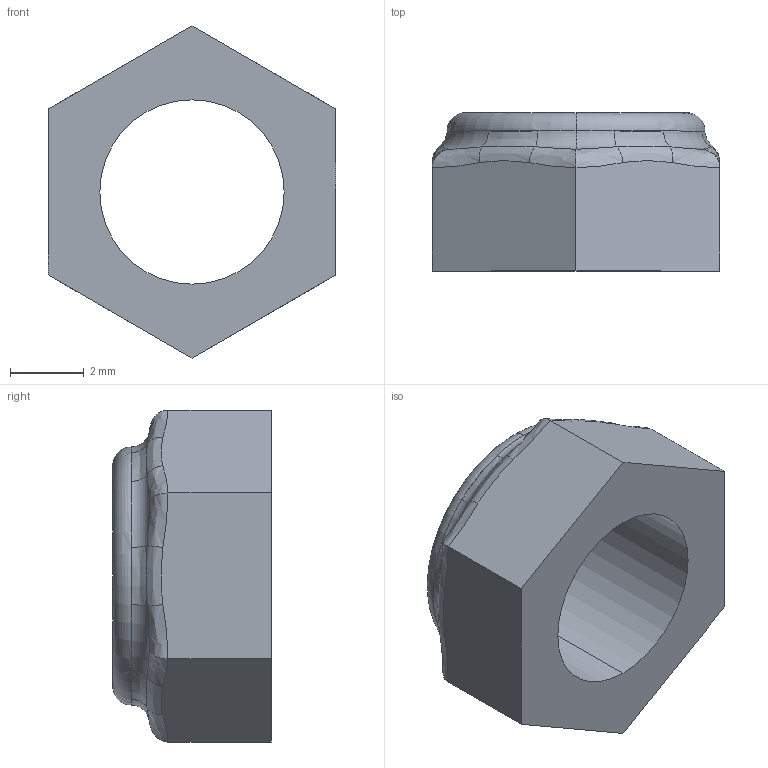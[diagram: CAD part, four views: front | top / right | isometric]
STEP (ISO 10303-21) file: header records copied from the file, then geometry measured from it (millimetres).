
FILE_DESCRIPTION (( 'STEP AP203' ), '1' );
FILE_NAME ('M5 Lock_Predeterminado_sldprt.STEP', '2024-02-29T15:20:13', ( '' ), ( '' ), 'SwSTEP 2.0', 'SolidWorks 2022', '' );
FILE_SCHEMA (( 'CONFIG_CONTROL_DESIGN' ));
Length unit declared in the file: millimetre
Products named in the file (1): M5 Lock_Predeterminado_sldprt
Bounding box: 7.8 x 4.3 x 9.01 mm (x, y, z)
Volume: 127.2 mm3; surface area: 231.6 mm2
Topology: 1 solids, 1 shells, 49 faces, 109 edges, 62 vertices
Faces by surface type: bspline 24, torus 9, cylinder 8, plane 8
Entity records: 1823 total; most frequent: CARTESIAN_POINT 821, ORIENTED_EDGE 218, DIRECTION 160, EDGE_CURVE 109, AXIS2_PLACEMENT_3D 73, VERTEX_POINT 62, EDGE_LOOP 51, ADVANCED_FACE 49
